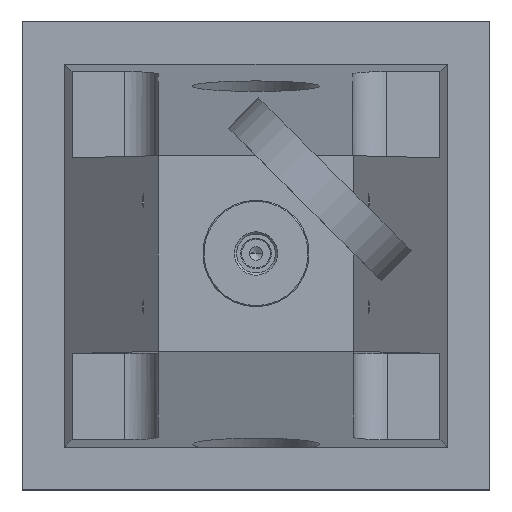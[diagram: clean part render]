
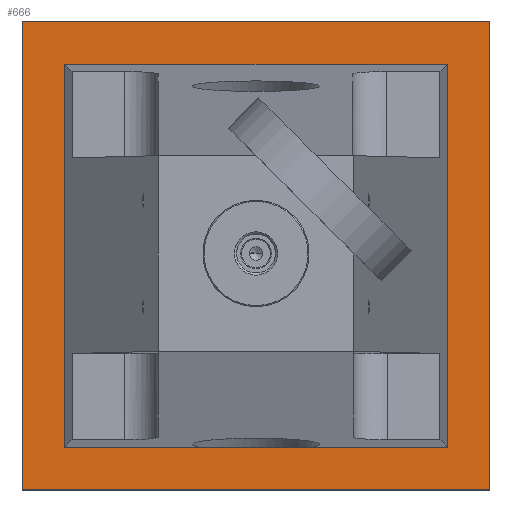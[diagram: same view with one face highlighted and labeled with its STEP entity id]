
A CAD part, top view. The second image highlights one B-rep face of the part: STEP entity #666.
In plain terms, the highlighted planar face has unit normal (0, 0, 1).
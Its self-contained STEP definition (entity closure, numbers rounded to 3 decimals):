
#42=FACE_BOUND('',#228,.F.);
#69=PLANE('',#1450);
#140=FACE_OUTER_BOUND('',#229,.F.);
#228=EDGE_LOOP('',(#453,#454,#455,#456));
#229=EDGE_LOOP('',(#457,#458,#459,#460));
#453=ORIENTED_EDGE('',*,*,#1103,.F.);
#454=ORIENTED_EDGE('',*,*,#1104,.F.);
#455=ORIENTED_EDGE('',*,*,#1105,.F.);
#456=ORIENTED_EDGE('',*,*,#1106,.F.);
#457=ORIENTED_EDGE('',*,*,#1099,.F.);
#458=ORIENTED_EDGE('',*,*,#1100,.F.);
#459=ORIENTED_EDGE('',*,*,#1101,.F.);
#460=ORIENTED_EDGE('',*,*,#1102,.F.);
#666=ADVANCED_FACE('',(#42,#140),#69,.T.);
#845=LINE('',#2234,#955);
#846=LINE('',#2235,#956);
#847=LINE('',#2236,#957);
#848=LINE('',#2237,#958);
#849=LINE('',#2238,#959);
#850=LINE('',#2239,#960);
#851=LINE('',#2240,#961);
#852=LINE('',#2241,#962);
#955=VECTOR('',#1604,110.);
#956=VECTOR('',#1605,110.);
#957=VECTOR('',#1606,110.);
#958=VECTOR('',#1607,110.);
#959=VECTOR('',#1608,90.);
#960=VECTOR('',#1609,90.);
#961=VECTOR('',#1610,90.);
#962=VECTOR('',#1611,90.);
#1099=EDGE_CURVE('',#1249,#1248,#845,.T.);
#1100=EDGE_CURVE('',#1247,#1249,#846,.T.);
#1101=EDGE_CURVE('',#1246,#1247,#847,.T.);
#1102=EDGE_CURVE('',#1248,#1246,#848,.T.);
#1103=EDGE_CURVE('',#1245,#1244,#849,.T.);
#1104=EDGE_CURVE('',#1243,#1245,#850,.T.);
#1105=EDGE_CURVE('',#1242,#1243,#851,.T.);
#1106=EDGE_CURVE('',#1244,#1242,#852,.T.);
#1242=VERTEX_POINT('',#1959);
#1243=VERTEX_POINT('',#1960);
#1244=VERTEX_POINT('',#1961);
#1245=VERTEX_POINT('',#1962);
#1246=VERTEX_POINT('',#1963);
#1247=VERTEX_POINT('',#1964);
#1248=VERTEX_POINT('',#1965);
#1249=VERTEX_POINT('',#1966);
#1450=AXIS2_PLACEMENT_3D('',#2345,#1755,#1756);
#1604=DIRECTION('',(0.,-1.,0.));
#1605=DIRECTION('',(-1.,0.,0.));
#1606=DIRECTION('',(0.,1.,0.));
#1607=DIRECTION('',(1.,0.,0.));
#1608=DIRECTION('',(0.,1.,0.));
#1609=DIRECTION('',(-1.,0.,0.));
#1610=DIRECTION('',(0.,-1.,0.));
#1611=DIRECTION('',(1.,0.,0.));
#1755=DIRECTION('',(0.,0.,1.));
#1756=DIRECTION('',(1.,0.,0.));
#1959=CARTESIAN_POINT('',(245.,45.,0.));
#1960=CARTESIAN_POINT('',(245.,-45.,0.));
#1961=CARTESIAN_POINT('',(155.,45.,0.));
#1962=CARTESIAN_POINT('',(155.,-45.,0.));
#1963=CARTESIAN_POINT('',(255.,-55.,0.));
#1964=CARTESIAN_POINT('',(255.,55.,0.));
#1965=CARTESIAN_POINT('',(145.,-55.,0.));
#1966=CARTESIAN_POINT('',(145.,55.,0.));
#2234=CARTESIAN_POINT('',(145.,55.,0.));
#2235=CARTESIAN_POINT('',(255.,55.,0.));
#2236=CARTESIAN_POINT('',(255.,-55.,0.));
#2237=CARTESIAN_POINT('',(145.,-55.,0.));
#2238=CARTESIAN_POINT('',(155.,-45.,0.));
#2239=CARTESIAN_POINT('',(245.,-45.,0.));
#2240=CARTESIAN_POINT('',(245.,45.,0.));
#2241=CARTESIAN_POINT('',(155.,45.,0.));
#2345=CARTESIAN_POINT('',(139.5,-60.5,0.));
